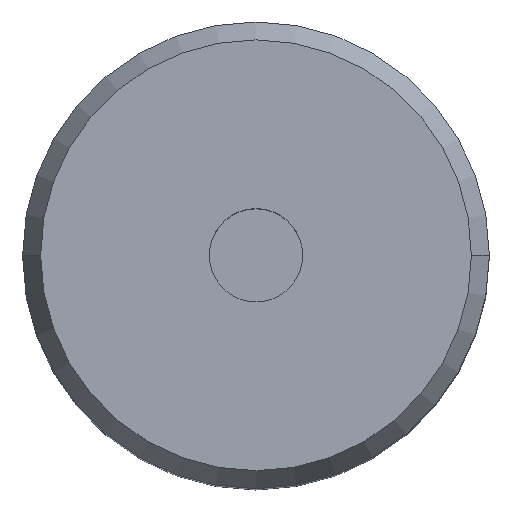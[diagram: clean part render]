
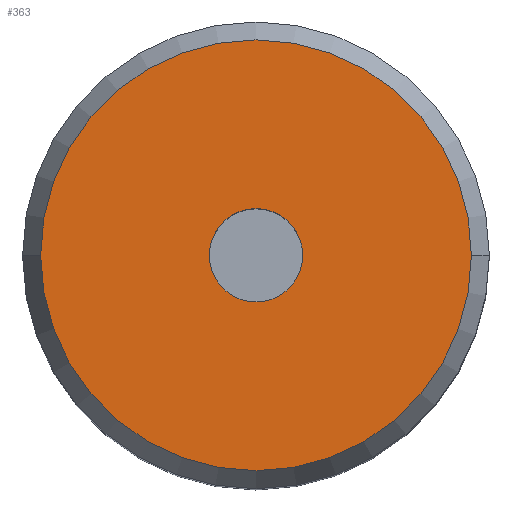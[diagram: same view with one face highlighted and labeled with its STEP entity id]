
A CAD part, top view. The second image highlights one B-rep face of the part: STEP entity #363.
In plain terms, the highlighted planar face has unit normal (0, 0, 1).
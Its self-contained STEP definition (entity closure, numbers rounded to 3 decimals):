
#10 = DIRECTION ( 'NONE',  ( 0., 0., 1. ) ) ;
#11 = CARTESIAN_POINT ( 'NONE',  ( 0., 0., 49. ) ) ;
#16 = EDGE_CURVE ( 'NONE', #516, #198, #186, .T. ) ;
#20 = EDGE_LOOP ( 'NONE', ( #223, #115 ) ) ;
#59 = FACE_BOUND ( 'NONE', #468, .T. ) ;
#61 = AXIS2_PLACEMENT_3D ( 'NONE', #118, #142, #273 ) ;
#70 = ORIENTED_EDGE ( 'NONE', *, *, #409, .F. ) ;
#82 = AXIS2_PLACEMENT_3D ( 'NONE', #326, #495, #95 ) ;
#91 = CARTESIAN_POINT ( 'NONE',  ( 13.845, 0., 49. ) ) ;
#95 = DIRECTION ( 'NONE',  ( 1., 0., 0. ) ) ;
#98 = CARTESIAN_POINT ( 'NONE',  ( -13.845, 0., 49. ) ) ;
#114 = EDGE_CURVE ( 'NONE', #243, #451, #253, .T. ) ;
#115 = ORIENTED_EDGE ( 'NONE', *, *, #264, .T. ) ;
#118 = CARTESIAN_POINT ( 'NONE',  ( 0., 0., 49. ) ) ;
#126 = DIRECTION ( 'NONE',  ( 0., 0., 1. ) ) ;
#142 = DIRECTION ( 'NONE',  ( 0., 0., 1. ) ) ;
#172 = CARTESIAN_POINT ( 'NONE',  ( -3., 0., 49. ) ) ;
#186 = CIRCLE ( 'NONE', #217, 3. ) ;
#198 = VERTEX_POINT ( 'NONE', #292 ) ;
#208 = ORIENTED_EDGE ( 'NONE', *, *, #16, .F. ) ;
#210 = PLANE ( 'NONE',  #421 ) ;
#217 = AXIS2_PLACEMENT_3D ( 'NONE', #11, #10, #486 ) ;
#223 = ORIENTED_EDGE ( 'NONE', *, *, #114, .T. ) ;
#243 = VERTEX_POINT ( 'NONE', #98 ) ;
#253 = CIRCLE ( 'NONE', #61, 13.845 ) ;
#264 = EDGE_CURVE ( 'NONE', #451, #243, #283, .T. ) ;
#273 = DIRECTION ( 'NONE',  ( 1., 0., 0. ) ) ;
#280 = DIRECTION ( 'NONE',  ( 1., 0., 0. ) ) ;
#283 = CIRCLE ( 'NONE', #347, 13.845 ) ;
#292 = CARTESIAN_POINT ( 'NONE',  ( 3., 0., 49. ) ) ;
#326 = CARTESIAN_POINT ( 'NONE',  ( 0., 0., 49. ) ) ;
#333 = DIRECTION ( 'NONE',  ( 0., 0., 1. ) ) ;
#340 = CIRCLE ( 'NONE', #82, 3. ) ;
#347 = AXIS2_PLACEMENT_3D ( 'NONE', #517, #126, #280 ) ;
#363 = ADVANCED_FACE ( 'NONE', ( #502, #59 ), #210, .T. ) ;
#369 = CARTESIAN_POINT ( 'NONE',  ( 3., 0., 49. ) ) ;
#409 = EDGE_CURVE ( 'NONE', #198, #516, #340, .T. ) ;
#412 = DIRECTION ( 'NONE',  ( 1., 0., 0. ) ) ;
#421 = AXIS2_PLACEMENT_3D ( 'NONE', #369, #333, #412 ) ;
#451 = VERTEX_POINT ( 'NONE', #91 ) ;
#468 = EDGE_LOOP ( 'NONE', ( #70, #208 ) ) ;
#486 = DIRECTION ( 'NONE',  ( 1., 0., 0. ) ) ;
#495 = DIRECTION ( 'NONE',  ( 0., 0., 1. ) ) ;
#502 = FACE_OUTER_BOUND ( 'NONE', #20, .T. ) ;
#516 = VERTEX_POINT ( 'NONE', #172 ) ;
#517 = CARTESIAN_POINT ( 'NONE',  ( 0., 0., 49. ) ) ;
